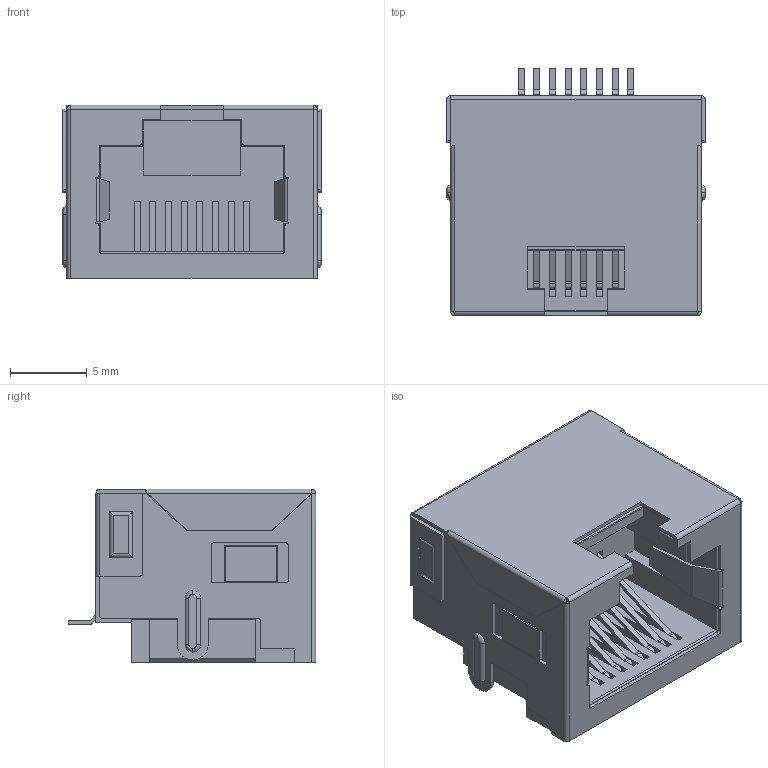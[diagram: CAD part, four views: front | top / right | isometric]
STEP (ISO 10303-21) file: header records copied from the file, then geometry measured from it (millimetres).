
FILE_DESCRIPTION(('STEP AP242'),'1');
FILE_NAME('634108150321.stp','2021-08-20T05:22:55',('TraceParts'),('TraceParts S.A.'),'Spatial InterOp 3D',' ',' ');
FILE_SCHEMA(('AP242_MANAGED_MODEL_BASED_3D_ENGINEERING_MIM_LF {1 0 10303 442 1 1 4}'));
Length unit declared in the file: millimetre
Products named in the file (1): 634108150321_1
Bounding box: 16.82 x 16.1 x 11.3 mm (x, y, z)
Volume: 1296.8 mm3; surface area: 3804.5 mm2
Topology: 10 solids, 10 shells, 843 faces, 2392 edges, 1554 vertices
Faces by surface type: plane 565, cylinder 246, torus 16, sphere 10, bspline 6
Entity records: 27318 total; most frequent: CARTESIAN_POINT 4875, ORIENTED_EDGE 4760, DIRECTION 4566, EDGE_CURVE 2380, LINE 1872, VECTOR 1872, VERTEX_POINT 1554, AXIS2_PLACEMENT_3D 1347
